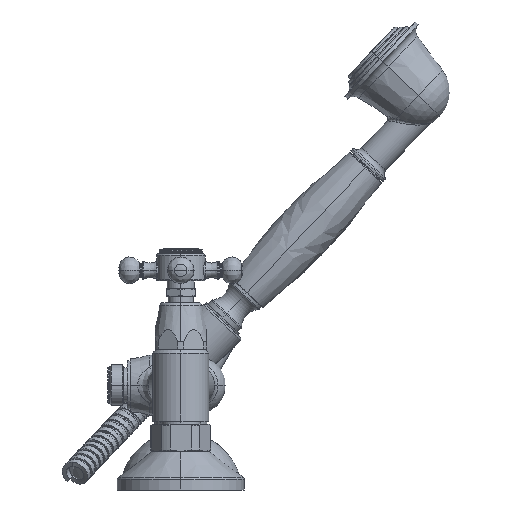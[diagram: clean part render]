
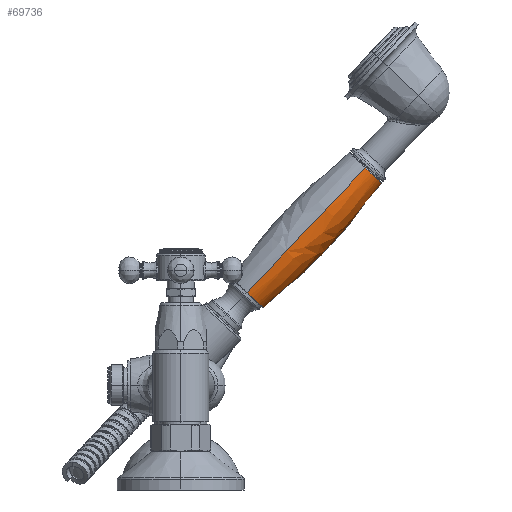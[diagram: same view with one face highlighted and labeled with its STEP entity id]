
A CAD part, left-side view. The second image highlights one B-rep face of the part: STEP entity #69736.
In plain terms, the highlighted free-form (B-spline) face has degree [3, 3] with [7, 4] control points.
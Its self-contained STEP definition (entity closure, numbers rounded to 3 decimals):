
#59627=CARTESIAN_POINT('',(200.,-95.088,111.983));
#59628=DIRECTION('',(0.,-0.688,0.725));
#59629=DIRECTION('',(-1.,0.,0.));
#59630=AXIS2_PLACEMENT_3D('',#59627,#59628,#59629);
#59637=CARTESIAN_POINT('',(517.042,-64.635,
79.892));
#59638=DIRECTION('',(0.,0.725,0.688));
#59639=DIRECTION('',(-0.991,0.092,-0.097));
#59640=AXIS2_PLACEMENT_3D('',#59637,#59638,#59639);
#59642=CARTESIAN_POINT('',(-117.042,-64.635,
79.892));
#59643=DIRECTION('',(0.,-0.725,-0.688));
#59644=DIRECTION('',(0.991,0.092,-0.097));
#59645=AXIS2_PLACEMENT_3D('',#59642,#59643,#59644);
#59662=CARTESIAN_POINT('',(200.,-34.182,47.801));
#59663=DIRECTION('',(0.,-0.688,0.725));
#59664=DIRECTION('',(-1.,0.,0.));
#59665=AXIS2_PLACEMENT_3D('',#59662,#59663,#59664);
#68875=CARTESIAN_POINT('',(211.535,-95.088,
111.983));
#68876=CARTESIAN_POINT('',(188.465,-95.088,
111.983));
#68877=VERTEX_POINT('',#68875);
#68878=VERTEX_POINT('',#68876);
#68879=CARTESIAN_POINT('',(211.535,-34.182,
47.801));
#68880=CARTESIAN_POINT('',(188.465,-34.182,
47.801));
#68881=VERTEX_POINT('',#68879);
#68882=VERTEX_POINT('',#68880);
#69698=CARTESIAN_POINT('',(211.271,-95.784,
113.746));
#69699=CARTESIAN_POINT('',(215.545,-74.548,
91.759));
#69700=CARTESIAN_POINT('',(215.545,-53.302,
69.371));
#69701=CARTESIAN_POINT('',(211.271,-32.457,
47.014));
#69702=CARTESIAN_POINT('',(211.708,-100.815,
108.972));
#69703=CARTESIAN_POINT('',(216.147,-81.487,
85.174));
#69704=CARTESIAN_POINT('',(216.147,-60.242,
62.786));
#69705=CARTESIAN_POINT('',(211.708,-37.489,
42.239));
#69706=CARTESIAN_POINT('',(206.95,-104.49,
105.484));
#69707=CARTESIAN_POINT('',(209.585,-86.556,
80.365));
#69708=CARTESIAN_POINT('',(209.585,-65.31,
57.976));
#69709=CARTESIAN_POINT('',(206.95,-41.164,
38.752));
#69710=CARTESIAN_POINT('',(200.,-104.49,105.484));
#69711=CARTESIAN_POINT('',(200.,-86.556,80.365));
#69712=CARTESIAN_POINT('',(200.,-65.31,57.976));
#69713=CARTESIAN_POINT('',(200.,-41.164,38.752));
#69714=CARTESIAN_POINT('',(193.05,-104.49,
105.484));
#69715=CARTESIAN_POINT('',(190.415,-86.556,
80.365));
#69716=CARTESIAN_POINT('',(190.415,-65.31,
57.976));
#69717=CARTESIAN_POINT('',(193.05,-41.164,
38.752));
#69718=CARTESIAN_POINT('',(188.292,-100.815,
108.972));
#69719=CARTESIAN_POINT('',(183.853,-81.487,
85.174));
#69720=CARTESIAN_POINT('',(183.853,-60.242,
62.786));
#69721=CARTESIAN_POINT('',(188.292,-37.489,
42.239));
#69722=CARTESIAN_POINT('',(188.729,-95.784,
113.746));
#69723=CARTESIAN_POINT('',(184.455,-74.548,
91.759));
#69724=CARTESIAN_POINT('',(184.455,-53.302,
69.371));
#69725=CARTESIAN_POINT('',(188.729,-32.457,
47.014));
#69726=(BOUNDED_SURFACE()B_SPLINE_SURFACE(3,3,((#69698,#69699,#69700,#69701),(
#69702,#69703,#69704,#69705),(#69706,#69707,#69708,#69709),(#69710,#69711,
#69712,#69713),(#69714,#69715,#69716,#69717),(#69718,#69719,#69720,#69721),(
#69722,#69723,#69724,#69725)),.UNSPECIFIED.,.F.,.F.,.F.)B_SPLINE_SURFACE_WITH_KNOTS((4,3,4),(4,4),(0.,1.,2.),(0.,1.),.UNSPECIFIED.)GEOMETRIC_REPRESENTATION_ITEM()RATIONAL_B_SPLINE_SURFACE(((1.193,1.185,
1.185,1.193),(0.942,0.936,
0.936,0.942),(0.942,0.936,
0.936,0.942),(1.193,1.185,
1.185,1.193),(0.942,0.936,
0.936,0.942),(0.942,0.936,
0.936,0.942),(1.193,1.185,
1.185,1.193)))REPRESENTATION_ITEM('')SURFACE());
#69727=ORIENTED_EDGE('',*,*,#69685,.T.);
#69729=ORIENTED_EDGE('',*,*,#69728,.F.);
#69731=ORIENTED_EDGE('',*,*,#69730,.F.);
#69733=ORIENTED_EDGE('',*,*,#69732,.T.);
#69734=EDGE_LOOP('',(#69727,#69729,#69731,#69733));
#69735=FACE_OUTER_BOUND('',#69734,.F.);
#69736=ADVANCED_FACE('',(#69735),#69726,.T.);
#59631=CIRCLE('',#59630,11.535);
#59641=CIRCLE('',#59640,331.542);
#59646=CIRCLE('',#59645,331.542);
#59666=CIRCLE('',#59665,11.535);
#69685=EDGE_CURVE('',#68878,#68877,#59631,.T.);
#69728=EDGE_CURVE('',#68881,#68877,#59646,.T.);
#69730=EDGE_CURVE('',#68882,#68881,#59666,.T.);
#69732=EDGE_CURVE('',#68882,#68878,#59641,.T.);
